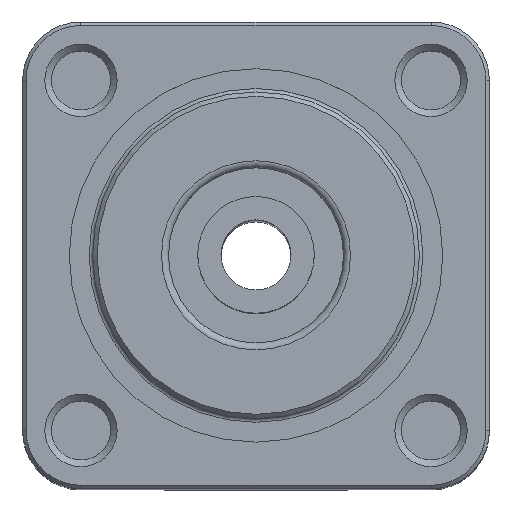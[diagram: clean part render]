
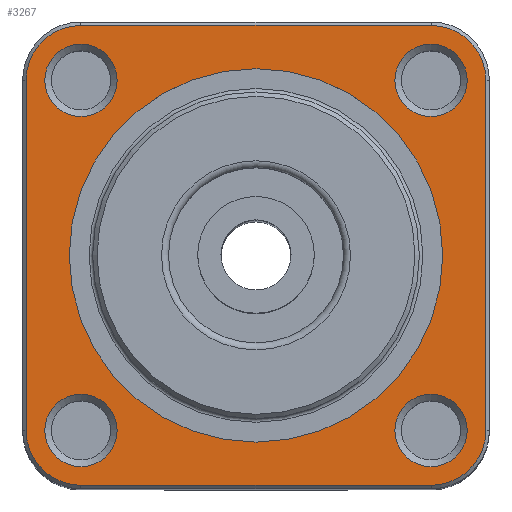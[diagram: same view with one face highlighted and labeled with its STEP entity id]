
A CAD part, top view. The second image highlights one B-rep face of the part: STEP entity #3267.
In plain terms, the highlighted planar face has unit normal (0, 0, 1).
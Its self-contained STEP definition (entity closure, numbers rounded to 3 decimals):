
#105=FACE_BOUND('',#506,.T.);
#106=FACE_BOUND('',#507,.T.);
#107=FACE_BOUND('',#508,.T.);
#108=FACE_BOUND('',#509,.T.);
#109=FACE_BOUND('',#510,.T.);
#136=PLANE('',#3515);
#302=FACE_OUTER_BOUND('',#505,.T.);
#505=EDGE_LOOP('',(#2346,#2347,#2348,#2349,#2350,#2351,#2352,#2353));
#506=EDGE_LOOP('',(#2354));
#507=EDGE_LOOP('',(#2355));
#508=EDGE_LOOP('',(#2356));
#509=EDGE_LOOP('',(#2357));
#510=EDGE_LOOP('',(#2358));
#712=LINE('',#4777,#1033);
#718=LINE('',#4801,#1039);
#727=LINE('',#4831,#1048);
#730=LINE('',#4837,#1051);
#1033=VECTOR('',#3855,10.);
#1039=VECTOR('',#3883,10.);
#1048=VECTOR('',#3916,10.);
#1051=VECTOR('',#3921,10.);
#1348=CIRCLE('',#3470,8.);
#1358=CIRCLE('',#3487,1.55);
#1359=CIRCLE('',#3489,2.35);
#1361=CIRCLE('',#3494,2.35);
#1363=CIRCLE('',#3497,1.55);
#1370=CIRCLE('',#3511,1.55);
#1371=CIRCLE('',#3513,2.35);
#1372=CIRCLE('',#3516,2.35);
#1373=CIRCLE('',#3517,1.55);
#1456=VERTEX_POINT('',#4728);
#1466=VERTEX_POINT('',#4760);
#1467=VERTEX_POINT('',#4764);
#1468=VERTEX_POINT('',#4766);
#1471=VERTEX_POINT('',#4776);
#1473=VERTEX_POINT('',#4781);
#1475=VERTEX_POINT('',#4788);
#1478=VERTEX_POINT('',#4800);
#1485=VERTEX_POINT('',#4822);
#1486=VERTEX_POINT('',#4826);
#1487=VERTEX_POINT('',#4830);
#1489=VERTEX_POINT('',#4836);
#1490=VERTEX_POINT('',#4839);
#1765=EDGE_CURVE('',#1456,#1456,#1348,.T.);
#1781=EDGE_CURVE('',#1466,#1466,#1358,.T.);
#1784=EDGE_CURVE('',#1468,#1467,#1359,.T.);
#1788=EDGE_CURVE('',#1467,#1471,#712,.T.);
#1792=EDGE_CURVE('',#1471,#1473,#1361,.T.);
#1795=EDGE_CURVE('',#1475,#1475,#1363,.T.);
#1800=EDGE_CURVE('',#1473,#1478,#718,.T.);
#1812=EDGE_CURVE('',#1485,#1485,#1370,.T.);
#1814=EDGE_CURVE('',#1478,#1486,#1371,.T.);
#1815=EDGE_CURVE('',#1486,#1487,#727,.T.);
#1818=EDGE_CURVE('',#1489,#1468,#730,.T.);
#1819=EDGE_CURVE('',#1487,#1489,#1372,.T.);
#1820=EDGE_CURVE('',#1490,#1490,#1373,.T.);
#2346=ORIENTED_EDGE('',*,*,#1815,.F.);
#2347=ORIENTED_EDGE('',*,*,#1814,.F.);
#2348=ORIENTED_EDGE('',*,*,#1800,.F.);
#2349=ORIENTED_EDGE('',*,*,#1792,.F.);
#2350=ORIENTED_EDGE('',*,*,#1788,.F.);
#2351=ORIENTED_EDGE('',*,*,#1784,.F.);
#2352=ORIENTED_EDGE('',*,*,#1818,.F.);
#2353=ORIENTED_EDGE('',*,*,#1819,.F.);
#2354=ORIENTED_EDGE('',*,*,#1765,.T.);
#2355=ORIENTED_EDGE('',*,*,#1812,.F.);
#2356=ORIENTED_EDGE('',*,*,#1781,.F.);
#2357=ORIENTED_EDGE('',*,*,#1795,.F.);
#2358=ORIENTED_EDGE('',*,*,#1820,.F.);
#3267=ADVANCED_FACE('',(#302,#105,#106,#107,#108,#109),#136,.T.);
#3470=AXIS2_PLACEMENT_3D('',#4729,#3800,#3801);
#3487=AXIS2_PLACEMENT_3D('',#4762,#3840,#3841);
#3489=AXIS2_PLACEMENT_3D('',#4768,#3846,#3847);
#3494=AXIS2_PLACEMENT_3D('',#4784,#3862,#3863);
#3497=AXIS2_PLACEMENT_3D('',#4790,#3869,#3870);
#3511=AXIS2_PLACEMENT_3D('',#4824,#3907,#3908);
#3513=AXIS2_PLACEMENT_3D('',#4828,#3912,#3913);
#3515=AXIS2_PLACEMENT_3D('',#4835,#3919,#3920);
#3516=AXIS2_PLACEMENT_3D('',#4838,#3922,#3923);
#3517=AXIS2_PLACEMENT_3D('',#4840,#3924,#3925);
#3800=DIRECTION('center_axis',(0.,0.,-1.));
#3801=DIRECTION('ref_axis',(-1.,0.,0.));
#3840=DIRECTION('center_axis',(0.,0.,1.));
#3841=DIRECTION('ref_axis',(-1.,0.,0.));
#3846=DIRECTION('center_axis',(0.,0.,-1.));
#3847=DIRECTION('ref_axis',(-0.707,0.707,0.));
#3855=DIRECTION('',(1.,0.,0.));
#3862=DIRECTION('center_axis',(0.,0.,-1.));
#3863=DIRECTION('ref_axis',(0.707,0.707,0.));
#3869=DIRECTION('center_axis',(0.,0.,1.));
#3870=DIRECTION('ref_axis',(-1.,0.,0.));
#3883=DIRECTION('',(0.,-1.,0.));
#3907=DIRECTION('center_axis',(0.,0.,1.));
#3908=DIRECTION('ref_axis',(-1.,0.,0.));
#3912=DIRECTION('center_axis',(0.,0.,-1.));
#3913=DIRECTION('ref_axis',(0.707,-0.707,0.));
#3916=DIRECTION('',(-1.,0.,0.));
#3919=DIRECTION('center_axis',(0.,0.,1.));
#3920=DIRECTION('ref_axis',(1.,0.,0.));
#3921=DIRECTION('',(0.,1.,0.));
#3922=DIRECTION('center_axis',(0.,0.,-1.));
#3923=DIRECTION('ref_axis',(-0.707,-0.707,0.));
#3924=DIRECTION('center_axis',(0.,0.,1.));
#3925=DIRECTION('ref_axis',(-1.,0.,0.));
#4728=CARTESIAN_POINT('',(8.,0.,30.));
#4729=CARTESIAN_POINT('Origin',(0.,0.,30.));
#4760=CARTESIAN_POINT('',(-5.95,7.5,30.));
#4762=CARTESIAN_POINT('Origin',(-7.5,7.5,30.));
#4764=CARTESIAN_POINT('',(-7.5,9.85,30.));
#4766=CARTESIAN_POINT('',(-9.85,7.5,30.));
#4768=CARTESIAN_POINT('Origin',(-7.5,7.5,30.));
#4776=CARTESIAN_POINT('',(7.5,9.85,30.));
#4777=CARTESIAN_POINT('',(3.,9.85,30.));
#4781=CARTESIAN_POINT('',(9.85,7.5,30.));
#4784=CARTESIAN_POINT('Origin',(7.5,7.5,30.));
#4788=CARTESIAN_POINT('',(9.05,7.5,30.));
#4790=CARTESIAN_POINT('Origin',(7.5,7.5,30.));
#4800=CARTESIAN_POINT('',(9.85,-7.5,30.));
#4801=CARTESIAN_POINT('',(9.85,-11.,30.));
#4822=CARTESIAN_POINT('',(9.05,-7.5,30.));
#4824=CARTESIAN_POINT('Origin',(7.5,-7.5,30.));
#4826=CARTESIAN_POINT('',(7.5,-9.85,30.));
#4828=CARTESIAN_POINT('Origin',(7.5,-7.5,30.));
#4830=CARTESIAN_POINT('',(-7.5,-9.85,30.));
#4831=CARTESIAN_POINT('',(-11.,-9.85,30.));
#4835=CARTESIAN_POINT('Origin',(4.,4.,30.));
#4836=CARTESIAN_POINT('',(-9.85,-7.5,30.));
#4837=CARTESIAN_POINT('',(-9.85,11.,30.));
#4838=CARTESIAN_POINT('Origin',(-7.5,-7.5,30.));
#4839=CARTESIAN_POINT('',(-5.95,-7.5,30.));
#4840=CARTESIAN_POINT('Origin',(-7.5,-7.5,30.));
